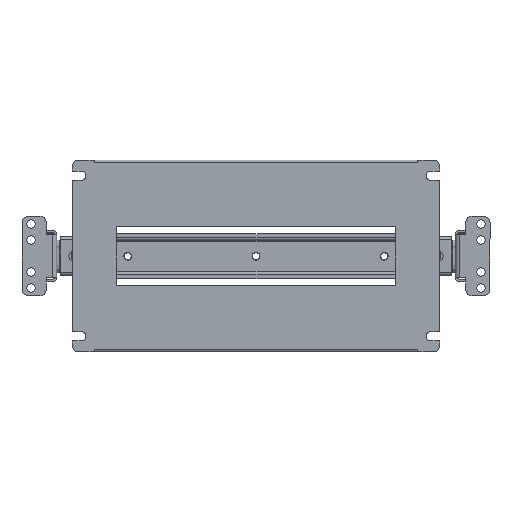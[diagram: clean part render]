
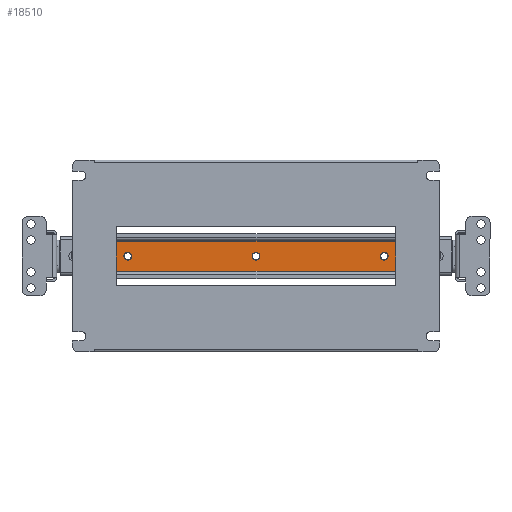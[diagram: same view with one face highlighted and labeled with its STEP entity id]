
A CAD part, top view. The second image highlights one B-rep face of the part: STEP entity #18510.
In plain terms, the highlighted planar face has unit normal (0, 0, 1).
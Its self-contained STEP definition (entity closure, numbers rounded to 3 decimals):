
#338 = FACE_BOUND ( 'NONE', #4997, .T. ) ;
#342 = EDGE_CURVE ( 'NONE', #5597, #1642, #2751, .T. ) ;
#984 = CARTESIAN_POINT ( 'NONE',  ( -125., -11.7, -61.3 ) ) ;
#1197 = LINE ( 'NONE', #10006, #8627 ) ;
#1503 = EDGE_CURVE ( 'NONE', #10775, #18872, #3124, .T. ) ;
#1642 = VERTEX_POINT ( 'NONE', #1902 ) ;
#1733 = VERTEX_POINT ( 'NONE', #18543 ) ;
#1902 = CARTESIAN_POINT ( 'NONE',  ( 0., 3.1, -61.3 ) ) ;
#2142 = ORIENTED_EDGE ( 'NONE', *, *, #16651, .F. ) ;
#2349 = AXIS2_PLACEMENT_3D ( 'NONE', #10477, #6192, #12039 ) ;
#2467 = CARTESIAN_POINT ( 'NONE',  ( 100., 3.1, -61.3 ) ) ;
#2610 = DIRECTION ( 'NONE',  ( 0., -1., 0. ) ) ;
#2751 = CIRCLE ( 'NONE', #2349, 3.1 ) ;
#2946 = VERTEX_POINT ( 'NONE', #7716 ) ;
#3124 = LINE ( 'NONE', #4175, #10122 ) ;
#3284 = DIRECTION ( 'NONE',  ( 0., 0., 1. ) ) ;
#3413 = EDGE_CURVE ( 'NONE', #10775, #10260, #1197, .T. ) ;
#4175 = CARTESIAN_POINT ( 'NONE',  ( 125., 11.7, -61.3 ) ) ;
#4196 = VERTEX_POINT ( 'NONE', #984 ) ;
#4997 = EDGE_LOOP ( 'NONE', ( #5153, #8294 ) ) ;
#5153 = ORIENTED_EDGE ( 'NONE', *, *, #12080, .F. ) ;
#5246 = CIRCLE ( 'NONE', #10218, 3.1 ) ;
#5597 = VERTEX_POINT ( 'NONE', #18708 ) ;
#5709 = FACE_OUTER_BOUND ( 'NONE', #14550, .T. ) ;
#6027 = AXIS2_PLACEMENT_3D ( 'NONE', #11675, #12006, #7691 ) ;
#6048 = AXIS2_PLACEMENT_3D ( 'NONE', #18964, #8426, #18901 ) ;
#6192 = DIRECTION ( 'NONE',  ( 0., 0., 1. ) ) ;
#6400 = FACE_BOUND ( 'NONE', #12909, .T. ) ;
#6820 = ORIENTED_EDGE ( 'NONE', *, *, #18998, .F. ) ;
#7200 = LINE ( 'NONE', #13336, #14227 ) ;
#7251 = ORIENTED_EDGE ( 'NONE', *, *, #8844, .F. ) ;
#7424 = DIRECTION ( 'NONE',  ( 0., -1., 0. ) ) ;
#7503 = CARTESIAN_POINT ( 'NONE',  ( 125., -11.7, -61.3 ) ) ;
#7592 = EDGE_LOOP ( 'NONE', ( #6820, #15876 ) ) ;
#7691 = DIRECTION ( 'NONE',  ( 0., 1., 0. ) ) ;
#7692 = DIRECTION ( 'NONE',  ( 0., -1., 0. ) ) ;
#7716 = CARTESIAN_POINT ( 'NONE',  ( 100., -3.1, -61.3 ) ) ;
#7802 = CARTESIAN_POINT ( 'NONE',  ( -100., 3.1, -61.3 ) ) ;
#8294 = ORIENTED_EDGE ( 'NONE', *, *, #10539, .F. ) ;
#8426 = DIRECTION ( 'NONE',  ( 0., 0., 1. ) ) ;
#8627 = VECTOR ( 'NONE', #17620, 1000. ) ;
#8844 = EDGE_CURVE ( 'NONE', #1642, #5597, #17585, .T. ) ;
#9949 = ORIENTED_EDGE ( 'NONE', *, *, #3413, .F. ) ;
#9959 = CARTESIAN_POINT ( 'NONE',  ( -125., -13.5, -61.3 ) ) ;
#10006 = CARTESIAN_POINT ( 'NONE',  ( 125., -13.5, -61.3 ) ) ;
#10117 = DIRECTION ( 'NONE',  ( 0., 0., 1. ) ) ;
#10122 = VECTOR ( 'NONE', #14636, 1000. ) ;
#10148 = EDGE_CURVE ( 'NONE', #15843, #1733, #13724, .T. ) ;
#10165 = VECTOR ( 'NONE', #2610, 1000. ) ;
#10218 = AXIS2_PLACEMENT_3D ( 'NONE', #13458, #12062, #7424 ) ;
#10260 = VERTEX_POINT ( 'NONE', #7503 ) ;
#10477 = CARTESIAN_POINT ( 'NONE',  ( 0., 0., -61.3 ) ) ;
#10539 = EDGE_CURVE ( 'NONE', #16532, #2946, #14048, .T. ) ;
#10775 = VERTEX_POINT ( 'NONE', #13143 ) ;
#11048 = AXIS2_PLACEMENT_3D ( 'NONE', #12535, #15502, #14237 ) ;
#11399 = CARTESIAN_POINT ( 'NONE',  ( -100., 0., -61.3 ) ) ;
#11675 = CARTESIAN_POINT ( 'NONE',  ( 125., -13.5, -61.3 ) ) ;
#11959 = ORIENTED_EDGE ( 'NONE', *, *, #1503, .T. ) ;
#12006 = DIRECTION ( 'NONE',  ( 0., 0., -1. ) ) ;
#12039 = DIRECTION ( 'NONE',  ( 0., -1., 0. ) ) ;
#12062 = DIRECTION ( 'NONE',  ( 0., 0., 1. ) ) ;
#12080 = EDGE_CURVE ( 'NONE', #2946, #16532, #5246, .T. ) ;
#12162 = CIRCLE ( 'NONE', #14774, 3.1 ) ;
#12395 = ORIENTED_EDGE ( 'NONE', *, *, #342, .F. ) ;
#12535 = CARTESIAN_POINT ( 'NONE',  ( 100., 0., -61.3 ) ) ;
#12731 = LINE ( 'NONE', #9959, #10165 ) ;
#12909 = EDGE_LOOP ( 'NONE', ( #12395, #7251 ) ) ;
#12936 = DIRECTION ( 'NONE',  ( 0., -1., 0. ) ) ;
#13143 = CARTESIAN_POINT ( 'NONE',  ( 125., 11.7, -61.3 ) ) ;
#13171 = AXIS2_PLACEMENT_3D ( 'NONE', #13731, #3284, #7692 ) ;
#13336 = CARTESIAN_POINT ( 'NONE',  ( 125., -11.7, -61.3 ) ) ;
#13458 = CARTESIAN_POINT ( 'NONE',  ( 100., 0., -61.3 ) ) ;
#13724 = CIRCLE ( 'NONE', #6048, 3.1 ) ;
#13731 = CARTESIAN_POINT ( 'NONE',  ( 0., 0., -61.3 ) ) ;
#14048 = CIRCLE ( 'NONE', #11048, 3.1 ) ;
#14227 = VECTOR ( 'NONE', #19230, 1000. ) ;
#14237 = DIRECTION ( 'NONE',  ( 0., -1., 0. ) ) ;
#14524 = ORIENTED_EDGE ( 'NONE', *, *, #15963, .T. ) ;
#14550 = EDGE_LOOP ( 'NONE', ( #14524, #2142, #9949, #11959 ) ) ;
#14636 = DIRECTION ( 'NONE',  ( -1., 0., 0. ) ) ;
#14774 = AXIS2_PLACEMENT_3D ( 'NONE', #11399, #10117, #12936 ) ;
#15502 = DIRECTION ( 'NONE',  ( 0., 0., 1. ) ) ;
#15843 = VERTEX_POINT ( 'NONE', #7802 ) ;
#15876 = ORIENTED_EDGE ( 'NONE', *, *, #10148, .F. ) ;
#15963 = EDGE_CURVE ( 'NONE', #18872, #4196, #12731, .T. ) ;
#16532 = VERTEX_POINT ( 'NONE', #2467 ) ;
#16651 = EDGE_CURVE ( 'NONE', #10260, #4196, #7200, .T. ) ;
#17080 = CARTESIAN_POINT ( 'NONE',  ( -125., 11.7, -61.3 ) ) ;
#17585 = CIRCLE ( 'NONE', #13171, 3.1 ) ;
#17620 = DIRECTION ( 'NONE',  ( 0., -1., 0. ) ) ;
#18510 = ADVANCED_FACE ( 'NONE', ( #6400, #19041, #5709, #338 ), #19164, .F. ) ;
#18543 = CARTESIAN_POINT ( 'NONE',  ( -100., -3.1, -61.3 ) ) ;
#18708 = CARTESIAN_POINT ( 'NONE',  ( 0., -3.1, -61.3 ) ) ;
#18872 = VERTEX_POINT ( 'NONE', #17080 ) ;
#18901 = DIRECTION ( 'NONE',  ( 0., -1., 0. ) ) ;
#18964 = CARTESIAN_POINT ( 'NONE',  ( -100., 0., -61.3 ) ) ;
#18998 = EDGE_CURVE ( 'NONE', #1733, #15843, #12162, .T. ) ;
#19041 = FACE_BOUND ( 'NONE', #7592, .T. ) ;
#19164 = PLANE ( 'NONE',  #6027 ) ;
#19230 = DIRECTION ( 'NONE',  ( -1., 0., 0. ) ) ;
